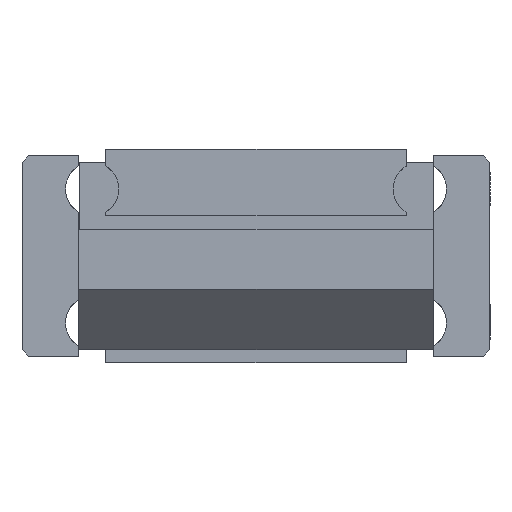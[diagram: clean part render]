
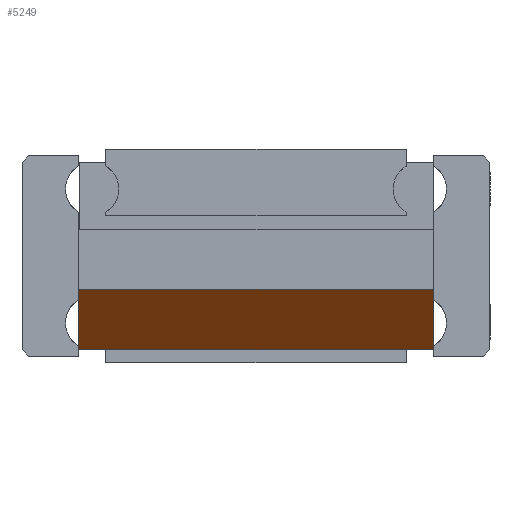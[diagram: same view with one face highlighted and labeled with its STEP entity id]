
A CAD part, front view. The second image highlights one B-rep face of the part: STEP entity #5249.
In plain terms, the highlighted planar face has unit normal (0, -0.707, -0.707).
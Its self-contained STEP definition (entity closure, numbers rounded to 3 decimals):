
#5210=CARTESIAN_POINT('',(15.0,-6.5,-2.5));
#5211=DIRECTION('',(0.0,-0.707,-0.707));
#5212=DIRECTION('',(-1.0,0.0,0.0));
#5213=AXIS2_PLACEMENT_3D('',#5210,#5211,#5212);
#5214=PLANE('',#5213);
#5215=CARTESIAN_POINT('',(-38.0,-11.0,2.0));
#5216=VERTEX_POINT('',#5215);
#5217=CARTESIAN_POINT('',(-38.0,-2.0,-7.0));
#5218=VERTEX_POINT('',#5217);
#5219=CARTESIAN_POINT('',(-38.0,-11.0,2.0));
#5220=DIRECTION('',(0.0,0.707,-0.707));
#5221=VECTOR('',#5220,12.728);
#5222=LINE('',#5219,#5221);
#5223=EDGE_CURVE('',#5216,#5218,#5222,.T.);
#5224=ORIENTED_EDGE('',*,*,#5223,.T.);
#5225=CARTESIAN_POINT('',(15.0,-2.0,-7.0));
#5226=VERTEX_POINT('',#5225);
#5227=CARTESIAN_POINT('',(-38.0,-2.0,-7.0));
#5228=DIRECTION('',(1.0,0.0,0.0));
#5229=VECTOR('',#5228,53.0);
#5230=LINE('',#5227,#5229);
#5231=EDGE_CURVE('',#5218,#5226,#5230,.T.);
#5232=ORIENTED_EDGE('',*,*,#5231,.T.);
#5233=CARTESIAN_POINT('',(15.0,-11.0,2.0));
#5234=VERTEX_POINT('',#5233);
#5235=CARTESIAN_POINT('',(15.0,-2.0,-7.0));
#5236=DIRECTION('',(0.0,-0.707,0.707));
#5237=VECTOR('',#5236,12.728);
#5238=LINE('',#5235,#5237);
#5239=EDGE_CURVE('',#5226,#5234,#5238,.T.);
#5240=ORIENTED_EDGE('',*,*,#5239,.T.);
#5241=CARTESIAN_POINT('',(15.0,-11.0,2.0));
#5242=DIRECTION('',(-1.0,0.0,0.0));
#5243=VECTOR('',#5242,53.0);
#5244=LINE('',#5241,#5243);
#5245=EDGE_CURVE('',#5234,#5216,#5244,.T.);
#5246=ORIENTED_EDGE('',*,*,#5245,.T.);
#5247=EDGE_LOOP('',(#5224,#5232,#5240,#5246));
#5248=FACE_OUTER_BOUND('',#5247,.T.);
#5249=ADVANCED_FACE('',(#5248),#5214,.T.);
